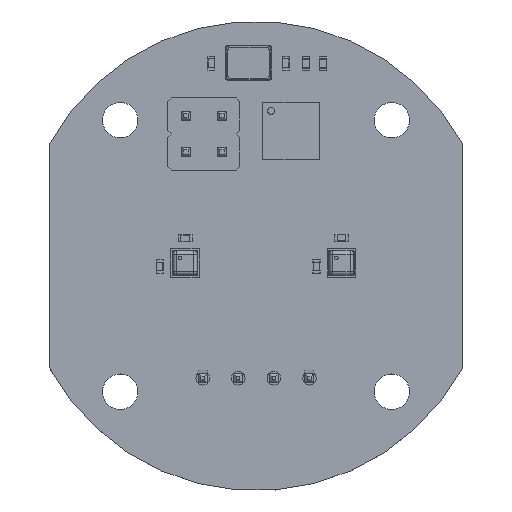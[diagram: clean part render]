
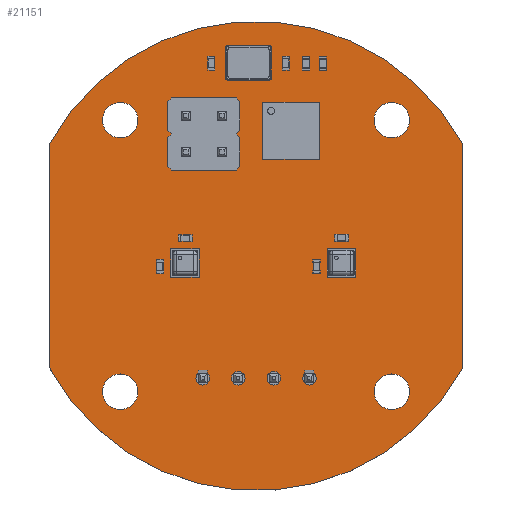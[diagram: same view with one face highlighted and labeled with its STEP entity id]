
A CAD part, top view. The second image highlights one B-rep face of the part: STEP entity #21151.
In plain terms, the highlighted planar face has unit normal (0, 0, 1).
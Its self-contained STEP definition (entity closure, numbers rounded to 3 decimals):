
#20896 = VERTEX_POINT('',#20897);
#20897 = CARTESIAN_POINT('',(122.,-88.63,1.6));
#20903 = EDGE_CURVE('',#20896,#20904,#20906,.T.);
#20904 = VERTEX_POINT('',#20905);
#20905 = CARTESIAN_POINT('',(151.,-88.63,1.6));
#20906 = CIRCLE('',#20907,16.498);
#20907 = AXIS2_PLACEMENT_3D('',#20908,#20909,#20910);
#20908 = CARTESIAN_POINT('',(136.5,-96.5,1.6));
#20909 = DIRECTION('',(0.,0.,-1.));
#20910 = DIRECTION('',(-0.879,0.477,0.));
#20938 = VERTEX_POINT('',#20939);
#20939 = CARTESIAN_POINT('',(122.,-104.37,1.6));
#20945 = EDGE_CURVE('',#20938,#20896,#20946,.T.);
#20946 = LINE('',#20947,#20948);
#20947 = CARTESIAN_POINT('',(122.,-104.37,1.6));
#20948 = VECTOR('',#20949,1.);
#20949 = DIRECTION('',(0.,1.,0.));
#20967 = EDGE_CURVE('',#20904,#20968,#20970,.T.);
#20968 = VERTEX_POINT('',#20969);
#20969 = CARTESIAN_POINT('',(151.,-104.38,1.6));
#20970 = LINE('',#20971,#20972);
#20971 = CARTESIAN_POINT('',(151.,-88.63,1.6));
#20972 = VECTOR('',#20973,1.);
#20973 = DIRECTION('',(0.,-1.,0.));
#21151 = ADVANCED_FACE('',(#21152,#21172,#21183,#21194,#21205,#21216,
    #21227,#21238,#21249,#21260,#21271,#21282,#21293),#21304,.T.);
#21152 = FACE_BOUND('',#21153,.T.);
#21153 = EDGE_LOOP('',(#21154,#21155,#21156,#21164,#21171));
#21154 = ORIENTED_EDGE('',*,*,#20903,.F.);
#21155 = ORIENTED_EDGE('',*,*,#20945,.F.);
#21156 = ORIENTED_EDGE('',*,*,#21157,.F.);
#21157 = EDGE_CURVE('',#21158,#20938,#21160,.T.);
#21158 = VERTEX_POINT('',#21159);
#21159 = CARTESIAN_POINT('',(121.996,-104.372,1.6));
#21160 = LINE('',#21161,#21162);
#21161 = CARTESIAN_POINT('',(121.996,-104.372,1.6));
#21162 = VECTOR('',#21163,1.);
#21163 = DIRECTION('',(0.879,0.477,0.));
#21164 = ORIENTED_EDGE('',*,*,#21165,.F.);
#21165 = EDGE_CURVE('',#20968,#21158,#21166,.T.);
#21166 = CIRCLE('',#21167,16.503);
#21167 = AXIS2_PLACEMENT_3D('',#21168,#21169,#21170);
#21168 = CARTESIAN_POINT('',(136.5,-96.5,1.6));
#21169 = DIRECTION('',(-0.,0.,-1.));
#21170 = DIRECTION('',(0.879,-0.477,-0.));
#21171 = ORIENTED_EDGE('',*,*,#20967,.F.);
#21172 = FACE_BOUND('',#21173,.T.);
#21173 = EDGE_LOOP('',(#21174));
#21174 = ORIENTED_EDGE('',*,*,#21175,.T.);
#21175 = EDGE_CURVE('',#21176,#21176,#21178,.T.);
#21176 = VERTEX_POINT('',#21177);
#21177 = CARTESIAN_POINT('',(126.954,-107.296,1.6));
#21178 = CIRCLE('',#21179,1.25);
#21179 = AXIS2_PLACEMENT_3D('',#21180,#21181,#21182);
#21180 = CARTESIAN_POINT('',(126.954,-106.046,1.6));
#21181 = DIRECTION('',(-0.,0.,-1.));
#21182 = DIRECTION('',(-0.,-1.,0.));
#21183 = FACE_BOUND('',#21184,.T.);
#21184 = EDGE_LOOP('',(#21185));
#21185 = ORIENTED_EDGE('',*,*,#21186,.T.);
#21186 = EDGE_CURVE('',#21187,#21187,#21189,.T.);
#21187 = VERTEX_POINT('',#21188);
#21188 = CARTESIAN_POINT('',(132.75,-105.575,1.6));
#21189 = CIRCLE('',#21190,0.475);
#21190 = AXIS2_PLACEMENT_3D('',#21191,#21192,#21193);
#21191 = CARTESIAN_POINT('',(132.75,-105.1,1.6));
#21192 = DIRECTION('',(-0.,0.,-1.));
#21193 = DIRECTION('',(-0.,-1.,0.));
#21194 = FACE_BOUND('',#21195,.T.);
#21195 = EDGE_LOOP('',(#21196));
#21196 = ORIENTED_EDGE('',*,*,#21197,.T.);
#21197 = EDGE_CURVE('',#21198,#21198,#21200,.T.);
#21198 = VERTEX_POINT('',#21199);
#21199 = CARTESIAN_POINT('',(135.25,-105.575,1.6));
#21200 = CIRCLE('',#21201,0.475);
#21201 = AXIS2_PLACEMENT_3D('',#21202,#21203,#21204);
#21202 = CARTESIAN_POINT('',(135.25,-105.1,1.6));
#21203 = DIRECTION('',(-0.,0.,-1.));
#21204 = DIRECTION('',(-0.,-1.,0.));
#21205 = FACE_BOUND('',#21206,.T.);
#21206 = EDGE_LOOP('',(#21207));
#21207 = ORIENTED_EDGE('',*,*,#21208,.T.);
#21208 = EDGE_CURVE('',#21209,#21209,#21211,.T.);
#21209 = VERTEX_POINT('',#21210);
#21210 = CARTESIAN_POINT('',(137.75,-105.575,1.6));
#21211 = CIRCLE('',#21212,0.475);
#21212 = AXIS2_PLACEMENT_3D('',#21213,#21214,#21215);
#21213 = CARTESIAN_POINT('',(137.75,-105.1,1.6));
#21214 = DIRECTION('',(-0.,0.,-1.));
#21215 = DIRECTION('',(-0.,-1.,0.));
#21216 = FACE_BOUND('',#21217,.T.);
#21217 = EDGE_LOOP('',(#21218));
#21218 = ORIENTED_EDGE('',*,*,#21219,.T.);
#21219 = EDGE_CURVE('',#21220,#21220,#21222,.T.);
#21220 = VERTEX_POINT('',#21221);
#21221 = CARTESIAN_POINT('',(140.25,-105.575,1.6));
#21222 = CIRCLE('',#21223,0.475);
#21223 = AXIS2_PLACEMENT_3D('',#21224,#21225,#21226);
#21224 = CARTESIAN_POINT('',(140.25,-105.1,1.6));
#21225 = DIRECTION('',(-0.,0.,-1.));
#21226 = DIRECTION('',(-0.,-1.,0.));
#21227 = FACE_BOUND('',#21228,.T.);
#21228 = EDGE_LOOP('',(#21229));
#21229 = ORIENTED_EDGE('',*,*,#21230,.T.);
#21230 = EDGE_CURVE('',#21231,#21231,#21233,.T.);
#21231 = VERTEX_POINT('',#21232);
#21232 = CARTESIAN_POINT('',(146.046,-107.296,1.6));
#21233 = CIRCLE('',#21234,1.25);
#21234 = AXIS2_PLACEMENT_3D('',#21235,#21236,#21237);
#21235 = CARTESIAN_POINT('',(146.046,-106.046,1.6));
#21236 = DIRECTION('',(-0.,0.,-1.));
#21237 = DIRECTION('',(-0.,-1.,0.));
#21238 = FACE_BOUND('',#21239,.T.);
#21239 = EDGE_LOOP('',(#21240));
#21240 = ORIENTED_EDGE('',*,*,#21241,.T.);
#21241 = EDGE_CURVE('',#21242,#21242,#21244,.T.);
#21242 = VERTEX_POINT('',#21243);
#21243 = CARTESIAN_POINT('',(126.954,-88.204,1.6));
#21244 = CIRCLE('',#21245,1.25);
#21245 = AXIS2_PLACEMENT_3D('',#21246,#21247,#21248);
#21246 = CARTESIAN_POINT('',(126.954,-86.954,1.6));
#21247 = DIRECTION('',(-0.,0.,-1.));
#21248 = DIRECTION('',(-0.,-1.,0.));
#21249 = FACE_BOUND('',#21250,.T.);
#21250 = EDGE_LOOP('',(#21251));
#21251 = ORIENTED_EDGE('',*,*,#21252,.T.);
#21252 = EDGE_CURVE('',#21253,#21253,#21255,.T.);
#21253 = VERTEX_POINT('',#21254);
#21254 = CARTESIAN_POINT('',(131.56,-89.7,1.6));
#21255 = CIRCLE('',#21256,0.5);
#21256 = AXIS2_PLACEMENT_3D('',#21257,#21258,#21259);
#21257 = CARTESIAN_POINT('',(131.56,-89.2,1.6));
#21258 = DIRECTION('',(-0.,0.,-1.));
#21259 = DIRECTION('',(-0.,-1.,0.));
#21260 = FACE_BOUND('',#21261,.T.);
#21261 = EDGE_LOOP('',(#21262));
#21262 = ORIENTED_EDGE('',*,*,#21263,.T.);
#21263 = EDGE_CURVE('',#21264,#21264,#21266,.T.);
#21264 = VERTEX_POINT('',#21265);
#21265 = CARTESIAN_POINT('',(134.1,-89.7,1.6));
#21266 = CIRCLE('',#21267,0.5);
#21267 = AXIS2_PLACEMENT_3D('',#21268,#21269,#21270);
#21268 = CARTESIAN_POINT('',(134.1,-89.2,1.6));
#21269 = DIRECTION('',(-0.,0.,-1.));
#21270 = DIRECTION('',(-0.,-1.,0.));
#21271 = FACE_BOUND('',#21272,.T.);
#21272 = EDGE_LOOP('',(#21273));
#21273 = ORIENTED_EDGE('',*,*,#21274,.T.);
#21274 = EDGE_CURVE('',#21275,#21275,#21277,.T.);
#21275 = VERTEX_POINT('',#21276);
#21276 = CARTESIAN_POINT('',(131.56,-87.16,1.6));
#21277 = CIRCLE('',#21278,0.5);
#21278 = AXIS2_PLACEMENT_3D('',#21279,#21280,#21281);
#21279 = CARTESIAN_POINT('',(131.56,-86.66,1.6));
#21280 = DIRECTION('',(-0.,0.,-1.));
#21281 = DIRECTION('',(-0.,-1.,0.));
#21282 = FACE_BOUND('',#21283,.T.);
#21283 = EDGE_LOOP('',(#21284));
#21284 = ORIENTED_EDGE('',*,*,#21285,.T.);
#21285 = EDGE_CURVE('',#21286,#21286,#21288,.T.);
#21286 = VERTEX_POINT('',#21287);
#21287 = CARTESIAN_POINT('',(134.1,-87.16,1.6));
#21288 = CIRCLE('',#21289,0.5);
#21289 = AXIS2_PLACEMENT_3D('',#21290,#21291,#21292);
#21290 = CARTESIAN_POINT('',(134.1,-86.66,1.6));
#21291 = DIRECTION('',(-0.,0.,-1.));
#21292 = DIRECTION('',(-0.,-1.,0.));
#21293 = FACE_BOUND('',#21294,.T.);
#21294 = EDGE_LOOP('',(#21295));
#21295 = ORIENTED_EDGE('',*,*,#21296,.T.);
#21296 = EDGE_CURVE('',#21297,#21297,#21299,.T.);
#21297 = VERTEX_POINT('',#21298);
#21298 = CARTESIAN_POINT('',(146.046,-88.204,1.6));
#21299 = CIRCLE('',#21300,1.25);
#21300 = AXIS2_PLACEMENT_3D('',#21301,#21302,#21303);
#21301 = CARTESIAN_POINT('',(146.046,-86.954,1.6));
#21302 = DIRECTION('',(-0.,0.,-1.));
#21303 = DIRECTION('',(-0.,-1.,0.));
#21304 = PLANE('',#21305);
#21305 = AXIS2_PLACEMENT_3D('',#21306,#21307,#21308);
#21306 = CARTESIAN_POINT('',(0.,0.,1.6));
#21307 = DIRECTION('',(0.,0.,1.));
#21308 = DIRECTION('',(1.,0.,-0.));
